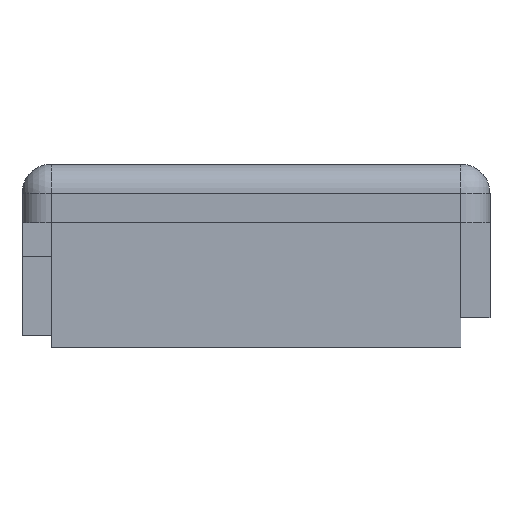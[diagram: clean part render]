
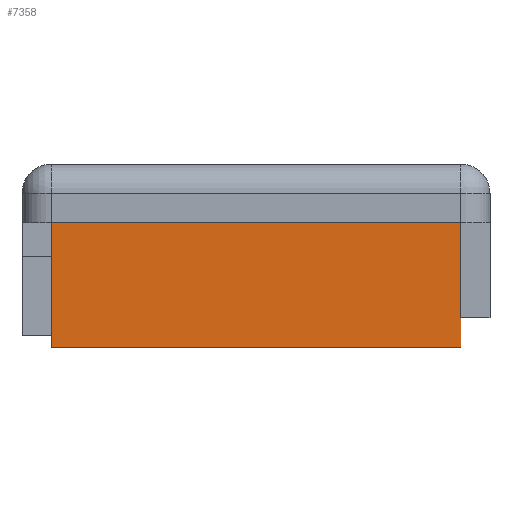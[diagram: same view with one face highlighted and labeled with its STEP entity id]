
A CAD part, front view. The second image highlights one B-rep face of the part: STEP entity #7358.
In plain terms, the highlighted planar face has unit normal (0, -1, 0).
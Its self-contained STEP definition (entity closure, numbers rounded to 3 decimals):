
#3641 = PLANE('',#3642);
#3642 = AXIS2_PLACEMENT_3D('',#3643,#3644,#3645);
#3643 = CARTESIAN_POINT('',(42.212,150.212,22.6));
#3644 = DIRECTION('',(-0.,-0.,-1.));
#3645 = DIRECTION('',(-1.,0.,0.));
#3696 = PLANE('',#3697);
#3697 = AXIS2_PLACEMENT_3D('',#3698,#3699,#3700);
#3698 = CARTESIAN_POINT('',(5.788,150.212,22.6));
#3699 = DIRECTION('',(-0.,-0.,-1.));
#3700 = DIRECTION('',(-1.,0.,0.));
#3790 = VERTEX_POINT('',#3791);
#3791 = CARTESIAN_POINT('',(3.,153.,22.6));
#3805 = PLANE('',#3806);
#3806 = AXIS2_PLACEMENT_3D('',#3807,#3808,#3809);
#3807 = CARTESIAN_POINT('',(3.,156.,22.6));
#3808 = DIRECTION('',(-1.,-0.,-0.));
#3809 = DIRECTION('',(0.,-1.,0.));
#4391 = PLANE('',#4392);
#4392 = AXIS2_PLACEMENT_3D('',#4393,#4394,#4395);
#4393 = CARTESIAN_POINT('',(45.,153.,25.6));
#4394 = DIRECTION('',(0.,1.,0.));
#4395 = DIRECTION('',(-1.,0.,0.));
#5658 = PLANE('',#5659);
#5659 = AXIS2_PLACEMENT_3D('',#5660,#5661,#5662);
#5660 = CARTESIAN_POINT('',(45.,153.,22.6));
#5661 = DIRECTION('',(1.,0.,0.));
#5662 = DIRECTION('',(0.,1.,0.));
#6127 = VERTEX_POINT('',#6128);
#6128 = CARTESIAN_POINT('',(39.,153.,22.6));
#6149 = EDGE_CURVE('',#6150,#6127,#6152,.T.);
#6150 = VERTEX_POINT('',#6151);
#6151 = CARTESIAN_POINT('',(45.,153.,22.6));
#6152 = SURFACE_CURVE('',#6153,(#6157,#6164),.PCURVE_S1.);
#6153 = LINE('',#6154,#6155);
#6154 = CARTESIAN_POINT('',(45.,153.,22.6));
#6155 = VECTOR('',#6156,1.);
#6156 = DIRECTION('',(-1.,0.,0.));
#6157 = PCURVE('',#3641,#6158);
#6158 = DEFINITIONAL_REPRESENTATION('',(#6159),#6163);
#6159 = LINE('',#6160,#6161);
#6160 = CARTESIAN_POINT('',(-2.788,2.788));
#6161 = VECTOR('',#6162,1.);
#6162 = DIRECTION('',(1.,0.));
#6163 = ( GEOMETRIC_REPRESENTATION_CONTEXT(2) 
PARAMETRIC_REPRESENTATION_CONTEXT() REPRESENTATION_CONTEXT('2D SPACE',''
  ) );
#6164 = PCURVE('',#6165,#6170);
#6165 = PLANE('',#6166);
#6166 = AXIS2_PLACEMENT_3D('',#6167,#6168,#6169);
#6167 = CARTESIAN_POINT('',(3.,153.,22.6));
#6168 = DIRECTION('',(0.,-1.,0.));
#6169 = DIRECTION('',(1.,0.,0.));
#6170 = DEFINITIONAL_REPRESENTATION('',(#6171),#6175);
#6171 = LINE('',#6172,#6173);
#6172 = CARTESIAN_POINT('',(42.,0.));
#6173 = VECTOR('',#6174,1.);
#6174 = DIRECTION('',(-1.,0.));
#6175 = ( GEOMETRIC_REPRESENTATION_CONTEXT(2) 
PARAMETRIC_REPRESENTATION_CONTEXT() REPRESENTATION_CONTEXT('2D SPACE',''
  ) );
#6305 = EDGE_CURVE('',#6306,#3790,#6308,.T.);
#6306 = VERTEX_POINT('',#6307);
#6307 = CARTESIAN_POINT('',(9.,153.,22.6));
#6308 = SURFACE_CURVE('',#6309,(#6313,#6320),.PCURVE_S1.);
#6309 = LINE('',#6310,#6311);
#6310 = CARTESIAN_POINT('',(45.,153.,22.6));
#6311 = VECTOR('',#6312,1.);
#6312 = DIRECTION('',(-1.,0.,0.));
#6313 = PCURVE('',#3696,#6314);
#6314 = DEFINITIONAL_REPRESENTATION('',(#6315),#6319);
#6315 = LINE('',#6316,#6317);
#6316 = CARTESIAN_POINT('',(-39.212,2.788));
#6317 = VECTOR('',#6318,1.);
#6318 = DIRECTION('',(1.,0.));
#6319 = ( GEOMETRIC_REPRESENTATION_CONTEXT(2) 
PARAMETRIC_REPRESENTATION_CONTEXT() REPRESENTATION_CONTEXT('2D SPACE',''
  ) );
#6320 = PCURVE('',#6165,#6321);
#6321 = DEFINITIONAL_REPRESENTATION('',(#6322),#6326);
#6322 = LINE('',#6323,#6324);
#6323 = CARTESIAN_POINT('',(42.,0.));
#6324 = VECTOR('',#6325,1.);
#6325 = DIRECTION('',(-1.,0.));
#6326 = ( GEOMETRIC_REPRESENTATION_CONTEXT(2) 
PARAMETRIC_REPRESENTATION_CONTEXT() REPRESENTATION_CONTEXT('2D SPACE',''
  ) );
#6394 = PLANE('',#6395);
#6395 = AXIS2_PLACEMENT_3D('',#6396,#6397,#6398);
#6396 = CARTESIAN_POINT('',(24.,154.5,9.75));
#6397 = DIRECTION('',(0.,0.,1.));
#6398 = DIRECTION('',(1.,0.,0.));
#6433 = VERTEX_POINT('',#6434);
#6434 = CARTESIAN_POINT('',(3.,153.,9.75));
#6455 = EDGE_CURVE('',#3790,#6433,#6456,.T.);
#6456 = SURFACE_CURVE('',#6457,(#6461,#6468),.PCURVE_S1.);
#6457 = LINE('',#6458,#6459);
#6458 = CARTESIAN_POINT('',(3.,153.,22.6));
#6459 = VECTOR('',#6460,1.);
#6460 = DIRECTION('',(0.,0.,-1.));
#6461 = PCURVE('',#3805,#6462);
#6462 = DEFINITIONAL_REPRESENTATION('',(#6463),#6467);
#6463 = LINE('',#6464,#6465);
#6464 = CARTESIAN_POINT('',(3.,0.));
#6465 = VECTOR('',#6466,1.);
#6466 = DIRECTION('',(0.,-1.));
#6467 = ( GEOMETRIC_REPRESENTATION_CONTEXT(2) 
PARAMETRIC_REPRESENTATION_CONTEXT() REPRESENTATION_CONTEXT('2D SPACE',''
  ) );
#6468 = PCURVE('',#6165,#6469);
#6469 = DEFINITIONAL_REPRESENTATION('',(#6470),#6474);
#6470 = LINE('',#6471,#6472);
#6471 = CARTESIAN_POINT('',(0.,0.));
#6472 = VECTOR('',#6473,1.);
#6473 = DIRECTION('',(0.,-1.));
#6474 = ( GEOMETRIC_REPRESENTATION_CONTEXT(2) 
PARAMETRIC_REPRESENTATION_CONTEXT() REPRESENTATION_CONTEXT('2D SPACE',''
  ) );
#6821 = EDGE_CURVE('',#6127,#6306,#6822,.T.);
#6822 = SURFACE_CURVE('',#6823,(#6827,#6834),.PCURVE_S1.);
#6823 = LINE('',#6824,#6825);
#6824 = CARTESIAN_POINT('',(45.,153.,22.6));
#6825 = VECTOR('',#6826,1.);
#6826 = DIRECTION('',(-1.,0.,0.));
#6827 = PCURVE('',#4391,#6828);
#6828 = DEFINITIONAL_REPRESENTATION('',(#6829),#6833);
#6829 = LINE('',#6830,#6831);
#6830 = CARTESIAN_POINT('',(0.,-3.));
#6831 = VECTOR('',#6832,1.);
#6832 = DIRECTION('',(1.,0.));
#6833 = ( GEOMETRIC_REPRESENTATION_CONTEXT(2) 
PARAMETRIC_REPRESENTATION_CONTEXT() REPRESENTATION_CONTEXT('2D SPACE',''
  ) );
#6834 = PCURVE('',#6165,#6835);
#6835 = DEFINITIONAL_REPRESENTATION('',(#6836),#6840);
#6836 = LINE('',#6837,#6838);
#6837 = CARTESIAN_POINT('',(42.,0.));
#6838 = VECTOR('',#6839,1.);
#6839 = DIRECTION('',(-1.,0.));
#6840 = ( GEOMETRIC_REPRESENTATION_CONTEXT(2) 
PARAMETRIC_REPRESENTATION_CONTEXT() REPRESENTATION_CONTEXT('2D SPACE',''
  ) );
#7284 = EDGE_CURVE('',#6150,#7285,#7287,.T.);
#7285 = VERTEX_POINT('',#7286);
#7286 = CARTESIAN_POINT('',(45.,153.,9.75));
#7287 = SURFACE_CURVE('',#7288,(#7292,#7299),.PCURVE_S1.);
#7288 = LINE('',#7289,#7290);
#7289 = CARTESIAN_POINT('',(45.,153.,22.6));
#7290 = VECTOR('',#7291,1.);
#7291 = DIRECTION('',(0.,0.,-1.));
#7292 = PCURVE('',#5658,#7293);
#7293 = DEFINITIONAL_REPRESENTATION('',(#7294),#7298);
#7294 = LINE('',#7295,#7296);
#7295 = CARTESIAN_POINT('',(0.,0.));
#7296 = VECTOR('',#7297,1.);
#7297 = DIRECTION('',(0.,-1.));
#7298 = ( GEOMETRIC_REPRESENTATION_CONTEXT(2) 
PARAMETRIC_REPRESENTATION_CONTEXT() REPRESENTATION_CONTEXT('2D SPACE',''
  ) );
#7299 = PCURVE('',#6165,#7300);
#7300 = DEFINITIONAL_REPRESENTATION('',(#7301),#7305);
#7301 = LINE('',#7302,#7303);
#7302 = CARTESIAN_POINT('',(42.,0.));
#7303 = VECTOR('',#7304,1.);
#7304 = DIRECTION('',(0.,-1.));
#7305 = ( GEOMETRIC_REPRESENTATION_CONTEXT(2) 
PARAMETRIC_REPRESENTATION_CONTEXT() REPRESENTATION_CONTEXT('2D SPACE',''
  ) );
#7358 = ADVANCED_FACE('',(#7359),#6165,.T.);
#7359 = FACE_BOUND('',#7360,.T.);
#7360 = EDGE_LOOP('',(#7361,#7362,#7383,#7384,#7385,#7386));
#7361 = ORIENTED_EDGE('',*,*,#6455,.T.);
#7362 = ORIENTED_EDGE('',*,*,#7363,.T.);
#7363 = EDGE_CURVE('',#6433,#7285,#7364,.T.);
#7364 = SURFACE_CURVE('',#7365,(#7369,#7376),.PCURVE_S1.);
#7365 = LINE('',#7366,#7367);
#7366 = CARTESIAN_POINT('',(3.,153.,9.75));
#7367 = VECTOR('',#7368,1.);
#7368 = DIRECTION('',(1.,0.,0.));
#7369 = PCURVE('',#6165,#7370);
#7370 = DEFINITIONAL_REPRESENTATION('',(#7371),#7375);
#7371 = LINE('',#7372,#7373);
#7372 = CARTESIAN_POINT('',(0.,-12.85));
#7373 = VECTOR('',#7374,1.);
#7374 = DIRECTION('',(1.,0.));
#7375 = ( GEOMETRIC_REPRESENTATION_CONTEXT(2) 
PARAMETRIC_REPRESENTATION_CONTEXT() REPRESENTATION_CONTEXT('2D SPACE',''
  ) );
#7376 = PCURVE('',#6394,#7377);
#7377 = DEFINITIONAL_REPRESENTATION('',(#7378),#7382);
#7378 = LINE('',#7379,#7380);
#7379 = CARTESIAN_POINT('',(-21.,-1.5));
#7380 = VECTOR('',#7381,1.);
#7381 = DIRECTION('',(1.,0.));
#7382 = ( GEOMETRIC_REPRESENTATION_CONTEXT(2) 
PARAMETRIC_REPRESENTATION_CONTEXT() REPRESENTATION_CONTEXT('2D SPACE',''
  ) );
#7383 = ORIENTED_EDGE('',*,*,#7284,.F.);
#7384 = ORIENTED_EDGE('',*,*,#6149,.T.);
#7385 = ORIENTED_EDGE('',*,*,#6821,.T.);
#7386 = ORIENTED_EDGE('',*,*,#6305,.T.);
